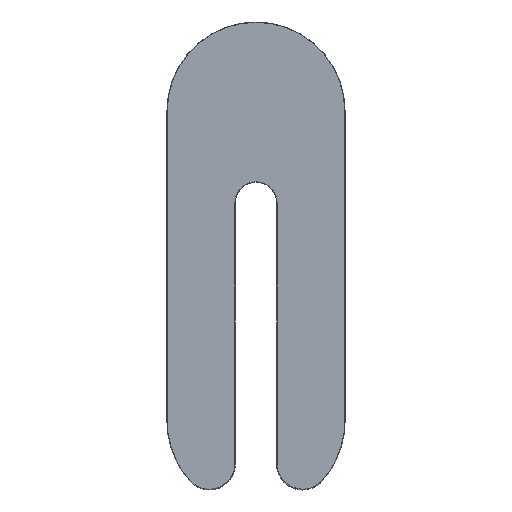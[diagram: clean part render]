
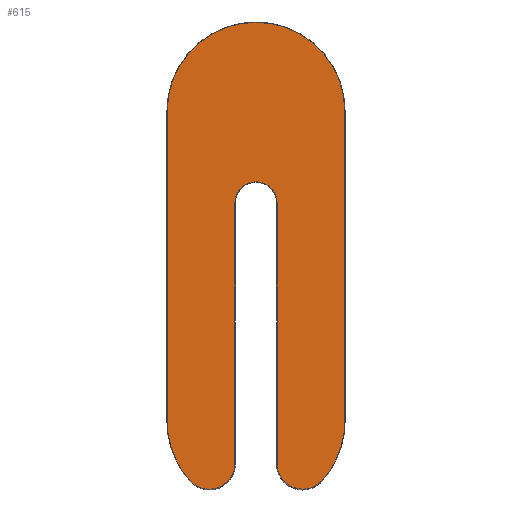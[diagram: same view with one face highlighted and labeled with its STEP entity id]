
A CAD part, front view. The second image highlights one B-rep face of the part: STEP entity #615.
In plain terms, the highlighted planar face has unit normal (0, -1, 0).
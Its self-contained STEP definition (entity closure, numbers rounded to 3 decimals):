
#6 = CARTESIAN_POINT ( 'NONE',  ( 2.556, -1.5, -8.297 ) ) ;
#22 = VERTEX_POINT ( 'NONE', #1571 ) ;
#31 = EDGE_LOOP ( 'NONE', ( #61, #1316, #758, #390, #159, #1627, #668, #686, #742, #1069, #411, #437 ) ) ;
#61 = ORIENTED_EDGE ( 'NONE', *, *, #661, .F. ) ;
#80 = DIRECTION ( 'NONE',  ( 0., 0., 1. ) ) ;
#96 = DIRECTION ( 'NONE',  ( 0., 1., 0. ) ) ;
#98 = EDGE_CURVE ( 'NONE', #1523, #995, #1361, .T. ) ;
#123 = CARTESIAN_POINT ( 'NONE',  ( -3.437, -1.5, -6. ) ) ;
#138 = VECTOR ( 'NONE', #336, 1000. ) ;
#151 = CARTESIAN_POINT ( 'NONE',  ( -0.876, -1.5, -8.031 ) ) ;
#159 = ORIENTED_EDGE ( 'NONE', *, *, #499, .F. ) ;
#166 = DIRECTION ( 'NONE',  ( 0., 0., 1. ) ) ;
#175 = VERTEX_POINT ( 'NONE', #982 ) ;
#211 = DIRECTION ( 'NONE',  ( 0., 0., 1. ) ) ;
#231 = VERTEX_POINT ( 'NONE', #309 ) ;
#241 = CARTESIAN_POINT ( 'NONE',  ( -1.268, -1.5, -8.492 ) ) ;
#242 = DIRECTION ( 'NONE',  ( 0., 0., 1. ) ) ;
#248 = CARTESIAN_POINT ( 'NONE',  ( 0., -1.5, 0. ) ) ;
#257 = CARTESIAN_POINT ( 'NONE',  ( 1.268, -1.5, -8.492 ) ) ;
#263 = AXIS2_PLACEMENT_3D ( 'NONE', #1649, #1401, #1529 ) ;
#272 = CARTESIAN_POINT ( 'NONE',  ( 1.852, -1.5, -8.649 ) ) ;
#290 = VERTEX_POINT ( 'NONE', #123 ) ;
#291 = CARTESIAN_POINT ( 'NONE',  ( 1.641, -1.5, -8.635 ) ) ;
#309 = CARTESIAN_POINT ( 'NONE',  ( -3.437, -1.5, 6. ) ) ;
#320 = DIRECTION ( 'NONE',  ( 0., 1., 0. ) ) ;
#328 = EDGE_CURVE ( 'NONE', #994, #995, #1161, .T. ) ;
#336 = DIRECTION ( 'NONE',  ( 0., 0., 1. ) ) ;
#359 = CARTESIAN_POINT ( 'NONE',  ( 0., -1.5, -6. ) ) ;
#367 = DIRECTION ( 'NONE',  ( 0., 0., 1. ) ) ;
#375 = CARTESIAN_POINT ( 'NONE',  ( -3.437, -1.5, 0. ) ) ;
#376 = B_SPLINE_CURVE_WITH_KNOTS ( 'NONE', 3,
 ( #1483, #1623, #1013, #414, #673, #241, #1421, #151, #1425, #1394 ),
 .UNSPECIFIED., .F., .F.,
 ( 4, 2, 2, 2, 4 ),
 ( 0., 0.001, 0.001, 0.002, 0.002 ),
 .UNSPECIFIED. ) ;
#388 = CIRCLE ( 'NONE', #542, 3.437 ) ;
#390 = ORIENTED_EDGE ( 'NONE', *, *, #1376, .F. ) ;
#411 = ORIENTED_EDGE ( 'NONE', *, *, #676, .T. ) ;
#414 = CARTESIAN_POINT ( 'NONE',  ( -1.852, -1.5, -8.649 ) ) ;
#418 = PLANE ( 'NONE',  #510 ) ;
#435 = EDGE_CURVE ( 'NONE', #1558, #290, #388, .T. ) ;
#437 = ORIENTED_EDGE ( 'NONE', *, *, #847, .T. ) ;
#460 = CARTESIAN_POINT ( 'NONE',  ( -0.813, -1.5, 0. ) ) ;
#465 = CARTESIAN_POINT ( 'NONE',  ( 0., -1.5, 2.45 ) ) ;
#467 = CARTESIAN_POINT ( 'NONE',  ( 0., -1.5, 6. ) ) ;
#476 = VERTEX_POINT ( 'NONE', #720 ) ;
#485 = CARTESIAN_POINT ( 'NONE',  ( 3.437, -1.5, 6. ) ) ;
#491 = DIRECTION ( 'NONE',  ( 0., 0., -1. ) ) ;
#499 = EDGE_CURVE ( 'NONE', #955, #1406, #1280, .T. ) ;
#506 = EDGE_CURVE ( 'NONE', #1558, #22, #376, .T. ) ;
#510 = AXIS2_PLACEMENT_3D ( 'NONE', #248, #1556, #1307 ) ;
#514 = CIRCLE ( 'NONE', #893, 0.813 ) ;
#542 = AXIS2_PLACEMENT_3D ( 'NONE', #359, #1351, #80 ) ;
#563 = LINE ( 'NONE', #1346, #138 ) ;
#602 = DIRECTION ( 'NONE',  ( 0., 1., 0. ) ) ;
#615 = ADVANCED_FACE ( 'NONE', ( #812 ), #418, .F. ) ;
#616 = VERTEX_POINT ( 'NONE', #1222 ) ;
#627 = VECTOR ( 'NONE', #242, 1000. ) ;
#629 = CARTESIAN_POINT ( 'NONE',  ( 0., -1.5, 2.45 ) ) ;
#658 = CARTESIAN_POINT ( 'NONE',  ( 2.241, -1.5, -8.555 ) ) ;
#661 = EDGE_CURVE ( 'NONE', #994, #616, #563, .T. ) ;
#663 = CIRCLE ( 'NONE', #263, 3.437 ) ;
#664 = LINE ( 'NONE', #460, #1164 ) ;
#668 = ORIENTED_EDGE ( 'NONE', *, *, #1486, .F. ) ;
#670 = CARTESIAN_POINT ( 'NONE',  ( 0.813, -1.5, -7.629 ) ) ;
#673 = CARTESIAN_POINT ( 'NONE',  ( -1.642, -1.5, -8.635 ) ) ;
#676 = EDGE_CURVE ( 'NONE', #476, #175, #514, .T. ) ;
#686 = ORIENTED_EDGE ( 'NONE', *, *, #435, .F. ) ;
#720 = CARTESIAN_POINT ( 'NONE',  ( -0.813, -1.5, 2.45 ) ) ;
#742 = ORIENTED_EDGE ( 'NONE', *, *, #506, .T. ) ;
#743 = EDGE_CURVE ( 'NONE', #22, #476, #664, .T. ) ;
#758 = ORIENTED_EDGE ( 'NONE', *, *, #98, .F. ) ;
#812 = FACE_OUTER_BOUND ( 'NONE', #31, .T. ) ;
#847 = EDGE_CURVE ( 'NONE', #175, #616, #1642, .T. ) ;
#864 = CARTESIAN_POINT ( 'NONE',  ( 3.437, -1.5, 0. ) ) ;
#882 = CARTESIAN_POINT ( 'NONE',  ( -2.556, -1.5, -8.297 ) ) ;
#893 = AXIS2_PLACEMENT_3D ( 'NONE', #465, #1590, #1607 ) ;
#928 = CARTESIAN_POINT ( 'NONE',  ( 0.813, -1.5, -7.629 ) ) ;
#945 = CARTESIAN_POINT ( 'NONE',  ( 0., -1.5, -6. ) ) ;
#955 = VERTEX_POINT ( 'NONE', #1142 ) ;
#982 = CARTESIAN_POINT ( 'NONE',  ( 0., -1.5, 3.263 ) ) ;
#994 = VERTEX_POINT ( 'NONE', #670 ) ;
#995 = VERTEX_POINT ( 'NONE', #1059 ) ;
#1013 = CARTESIAN_POINT ( 'NONE',  ( -2.242, -1.5, -8.554 ) ) ;
#1015 = CARTESIAN_POINT ( 'NONE',  ( 3.437, -1.5, -6. ) ) ;
#1059 = CARTESIAN_POINT ( 'NONE',  ( 2.556, -1.5, -8.297 ) ) ;
#1069 = ORIENTED_EDGE ( 'NONE', *, *, #743, .T. ) ;
#1093 = AXIS2_PLACEMENT_3D ( 'NONE', #945, #320, #166 ) ;
#1142 = CARTESIAN_POINT ( 'NONE',  ( 0., -1.5, 9.437 ) ) ;
#1161 = B_SPLINE_CURVE_WITH_KNOTS ( 'NONE', 3,
 ( #928, #1564, #1655, #1183, #257, #291, #272, #658, #1163, #6 ),
 .UNSPECIFIED., .F., .F.,
 ( 4, 2, 2, 2, 4 ),
 ( 0., 0.001, 0.001, 0.002, 0.002 ),
 .UNSPECIFIED. ) ;
#1162 = VECTOR ( 'NONE', #491, 1000. ) ;
#1163 = CARTESIAN_POINT ( 'NONE',  ( 2.421, -1.5, -8.448 ) ) ;
#1164 = VECTOR ( 'NONE', #1212, 1000. ) ;
#1183 = CARTESIAN_POINT ( 'NONE',  ( 1.102, -1.5, -8.361 ) ) ;
#1212 = DIRECTION ( 'NONE',  ( 0., 0., 1. ) ) ;
#1222 = CARTESIAN_POINT ( 'NONE',  ( 0.813, -1.5, 2.45 ) ) ;
#1226 = AXIS2_PLACEMENT_3D ( 'NONE', #467, #602, #211 ) ;
#1260 = LINE ( 'NONE', #375, #627 ) ;
#1280 = CIRCLE ( 'NONE', #1226, 3.437 ) ;
#1307 = DIRECTION ( 'NONE',  ( 0., 0., 1. ) ) ;
#1316 = ORIENTED_EDGE ( 'NONE', *, *, #328, .T. ) ;
#1346 = CARTESIAN_POINT ( 'NONE',  ( 0.813, -1.5, 0. ) ) ;
#1351 = DIRECTION ( 'NONE',  ( 0., 1., 0. ) ) ;
#1361 = CIRCLE ( 'NONE', #1093, 3.437 ) ;
#1376 = EDGE_CURVE ( 'NONE', #1406, #1523, #1656, .T. ) ;
#1394 = CARTESIAN_POINT ( 'NONE',  ( -0.813, -1.5, -7.629 ) ) ;
#1401 = DIRECTION ( 'NONE',  ( 0., 1., 0. ) ) ;
#1406 = VERTEX_POINT ( 'NONE', #485 ) ;
#1421 = CARTESIAN_POINT ( 'NONE',  ( -1.102, -1.5, -8.361 ) ) ;
#1425 = CARTESIAN_POINT ( 'NONE',  ( -0.813, -1.5, -7.832 ) ) ;
#1437 = EDGE_CURVE ( 'NONE', #231, #955, #663, .T. ) ;
#1483 = CARTESIAN_POINT ( 'NONE',  ( -2.556, -1.5, -8.297 ) ) ;
#1486 = EDGE_CURVE ( 'NONE', #290, #231, #1260, .T. ) ;
#1523 = VERTEX_POINT ( 'NONE', #1015 ) ;
#1529 = DIRECTION ( 'NONE',  ( 0., 0., 1. ) ) ;
#1556 = DIRECTION ( 'NONE',  ( 0., 1., 0. ) ) ;
#1558 = VERTEX_POINT ( 'NONE', #882 ) ;
#1560 = AXIS2_PLACEMENT_3D ( 'NONE', #629, #96, #367 ) ;
#1564 = CARTESIAN_POINT ( 'NONE',  ( 0.813, -1.5, -7.832 ) ) ;
#1571 = CARTESIAN_POINT ( 'NONE',  ( -0.813, -1.5, -7.629 ) ) ;
#1590 = DIRECTION ( 'NONE',  ( 0., 1., 0. ) ) ;
#1607 = DIRECTION ( 'NONE',  ( 0., 0., 1. ) ) ;
#1623 = CARTESIAN_POINT ( 'NONE',  ( -2.421, -1.5, -8.448 ) ) ;
#1627 = ORIENTED_EDGE ( 'NONE', *, *, #1437, .F. ) ;
#1642 = CIRCLE ( 'NONE', #1560, 0.813 ) ;
#1649 = CARTESIAN_POINT ( 'NONE',  ( 0., -1.5, 6. ) ) ;
#1655 = CARTESIAN_POINT ( 'NONE',  ( 0.875, -1.5, -8.03 ) ) ;
#1656 = LINE ( 'NONE', #864, #1162 ) ;
